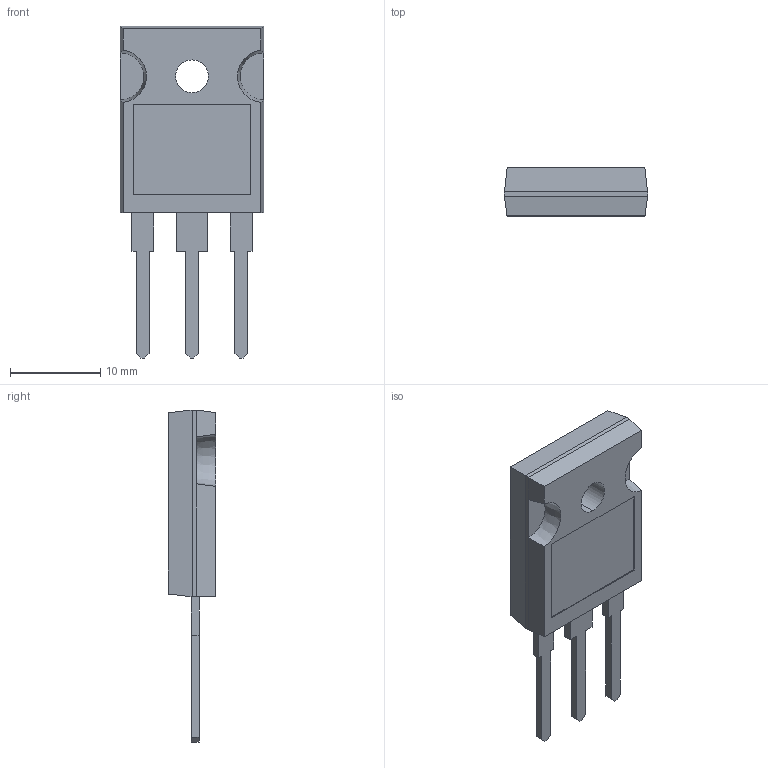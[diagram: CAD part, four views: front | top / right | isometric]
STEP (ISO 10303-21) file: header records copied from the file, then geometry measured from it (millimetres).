
FILE_DESCRIPTION (( 'STEP AP214' ), '1' );
FILE_NAME ('TO-247S_3PIN-L15.6-W5.0-H25.0-P5.46-L.step', '2022-08-01T12:52:01', ( '' ), ( '' ), 'SwSTEP 2.0', 'SolidWorks 2020', '' );
FILE_SCHEMA (( 'AUTOMOTIVE_DESIGN' ));
Length unit declared in the file: millimetre
Products named in the file (1): TO-247S_3PIN-L15.6-W5.0-H25.0-P5.46-L
Bounding box: 15.87 x 5.31 x 36.8 mm (x, y, z)
Volume: 1651.5 mm3; surface area: 1471.4 mm2
Topology: 1 solids, 1 shells, 299 faces, 809 edges, 536 vertices
Faces by surface type: plane 193, bspline 98, cylinder 6, cone 2
Entity records: 12548 total; most frequent: CARTESIAN_POINT 2963, ORIENTED_EDGE 1618, DIRECTION 1025, EDGE_CURVE 809, VECTOR 589, LINE 589, VERTEX_POINT 536, EDGE_LOOP 325
